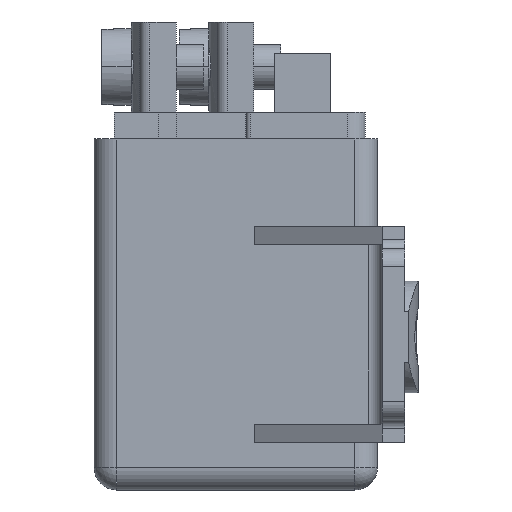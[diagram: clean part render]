
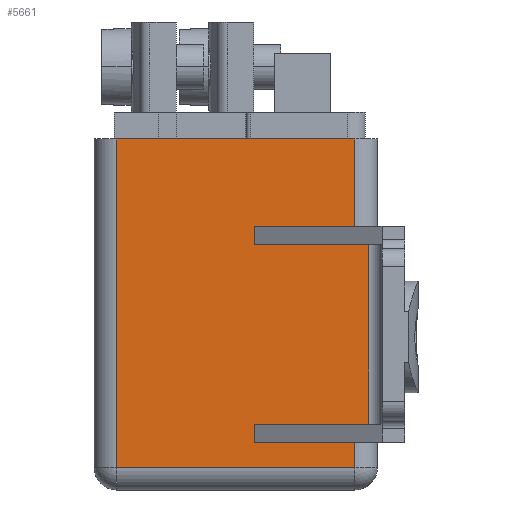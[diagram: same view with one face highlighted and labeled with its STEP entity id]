
A CAD part, left-side view. The second image highlights one B-rep face of the part: STEP entity #5661.
In plain terms, the highlighted planar face has unit normal (-1, 0, 0).
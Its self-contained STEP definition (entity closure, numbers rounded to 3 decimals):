
#315=DIRECTION('',(0.,1.,0.));
#316=VECTOR('',#315,26.5);
#317=CARTESIAN_POINT('',(-22.,-13.25,0.));
#318=LINE('',#317,#316);
#1728=DIRECTION('',(0.,0.,-1.));
#1729=VECTOR('',#1728,9.7);
#1730=CARTESIAN_POINT('',(-22.,-13.25,0.));
#1731=LINE('',#1730,#1729);
#1732=DIRECTION('',(0.,1.,0.));
#1733=VECTOR('',#1732,11.12);
#1734=CARTESIAN_POINT('',(-22.,-13.25,-9.7));
#1735=LINE('',#1734,#1733);
#1736=DIRECTION('',(0.,0.,1.));
#1737=VECTOR('',#1736,2.);
#1738=CARTESIAN_POINT('',(-22.,-2.13,-11.7));
#1739=LINE('',#1738,#1737);
#1740=DIRECTION('',(0.,1.,0.));
#1741=VECTOR('',#1740,12.62);
#1742=CARTESIAN_POINT('',(-22.,-14.75,-11.7));
#1743=LINE('',#1742,#1741);
#1744=DIRECTION('',(0.,0.,1.));
#1745=VECTOR('',#1744,20.);
#1746=CARTESIAN_POINT('',(-22.,-14.75,-31.7));
#1747=LINE('',#1746,#1745);
#1748=DIRECTION('',(0.,1.,0.));
#1749=VECTOR('',#1748,12.62);
#1750=CARTESIAN_POINT('',(-22.,-14.75,-31.7));
#1751=LINE('',#1750,#1749);
#1752=DIRECTION('',(0.,0.,-1.));
#1753=VECTOR('',#1752,2.);
#1754=CARTESIAN_POINT('',(-22.,-2.13,-31.7));
#1755=LINE('',#1754,#1753);
#1756=DIRECTION('',(0.,1.,0.));
#1757=VECTOR('',#1756,11.12);
#1758=CARTESIAN_POINT('',(-22.,-13.25,-33.7));
#1759=LINE('',#1758,#1757);
#1760=DIRECTION('',(0.,0.,-1.));
#1761=VECTOR('',#1760,2.8);
#1762=CARTESIAN_POINT('',(-22.,-13.25,-33.7));
#1763=LINE('',#1762,#1761);
#1764=DIRECTION('',(0.,1.,0.));
#1765=VECTOR('',#1764,26.5);
#1766=CARTESIAN_POINT('',(-22.,-13.25,-36.5));
#1767=LINE('',#1766,#1765);
#1768=DIRECTION('',(0.,0.,-1.));
#1769=VECTOR('',#1768,36.5);
#1770=CARTESIAN_POINT('',(-22.,13.25,0.));
#1771=LINE('',#1770,#1769);
#2784=CARTESIAN_POINT('',(-22.,-13.25,0.));
#2786=VERTEX_POINT('',#2784);
#2790=CARTESIAN_POINT('',(-22.,-13.25,-9.7));
#2791=VERTEX_POINT('',#2790);
#2800=CARTESIAN_POINT('',(-22.,-13.25,-36.5));
#2801=CARTESIAN_POINT('',(-22.,13.25,-36.5));
#2802=VERTEX_POINT('',#2800);
#2803=VERTEX_POINT('',#2801);
#2807=CARTESIAN_POINT('',(-22.,13.25,0.));
#2809=VERTEX_POINT('',#2807);
#2824=CARTESIAN_POINT('',(-22.,-2.13,-31.7));
#2825=CARTESIAN_POINT('',(-22.,-2.13,-33.7));
#2826=VERTEX_POINT('',#2824);
#2827=VERTEX_POINT('',#2825);
#2836=CARTESIAN_POINT('',(-22.,-2.13,-11.7));
#2837=CARTESIAN_POINT('',(-22.,-2.13,-9.7));
#2838=VERTEX_POINT('',#2836);
#2839=VERTEX_POINT('',#2837);
#2844=CARTESIAN_POINT('',(-22.,-13.25,-33.7));
#2845=VERTEX_POINT('',#2844);
#3298=CARTESIAN_POINT('',(-22.,-14.75,-31.7));
#3299=VERTEX_POINT('',#3298);
#3302=CARTESIAN_POINT('',(-22.,-14.75,-11.7));
#3303=VERTEX_POINT('',#3302);
#5632=CARTESIAN_POINT('',(-22.,15.75,0.));
#5633=DIRECTION('',(-1.,0.,0.));
#5634=DIRECTION('',(0.,-1.,0.));
#5635=AXIS2_PLACEMENT_3D('',#5632,#5633,#5634);
#5636=PLANE('',#5635);
#5638=ORIENTED_EDGE('',*,*,#5637,.T.);
#5640=ORIENTED_EDGE('',*,*,#5639,.T.);
#5642=ORIENTED_EDGE('',*,*,#5641,.F.);
#5644=ORIENTED_EDGE('',*,*,#5643,.F.);
#5646=ORIENTED_EDGE('',*,*,#5645,.F.);
#5648=ORIENTED_EDGE('',*,*,#5647,.T.);
#5650=ORIENTED_EDGE('',*,*,#5649,.T.);
#5652=ORIENTED_EDGE('',*,*,#5651,.F.);
#5654=ORIENTED_EDGE('',*,*,#5653,.T.);
#5656=ORIENTED_EDGE('',*,*,#5655,.T.);
#5657=ORIENTED_EDGE('',*,*,#5624,.F.);
#5658=ORIENTED_EDGE('',*,*,#3495,.F.);
#5659=EDGE_LOOP('',(#5638,#5640,#5642,#5644,#5646,#5648,#5650,#5652,#5654,#5656,
#5657,#5658));
#5660=FACE_OUTER_BOUND('',#5659,.F.);
#3495=EDGE_CURVE('',#2786,#2809,#318,.T.);
#5624=EDGE_CURVE('',#2809,#2803,#1771,.T.);
#5637=EDGE_CURVE('',#2786,#2791,#1731,.T.);
#5639=EDGE_CURVE('',#2791,#2839,#1735,.T.);
#5641=EDGE_CURVE('',#2838,#2839,#1739,.T.);
#5643=EDGE_CURVE('',#3303,#2838,#1743,.T.);
#5645=EDGE_CURVE('',#3299,#3303,#1747,.T.);
#5647=EDGE_CURVE('',#3299,#2826,#1751,.T.);
#5649=EDGE_CURVE('',#2826,#2827,#1755,.T.);
#5651=EDGE_CURVE('',#2845,#2827,#1759,.T.);
#5653=EDGE_CURVE('',#2845,#2802,#1763,.T.);
#5655=EDGE_CURVE('',#2802,#2803,#1767,.T.);
#5661=ADVANCED_FACE('',(#5660),#5636,.T.);
